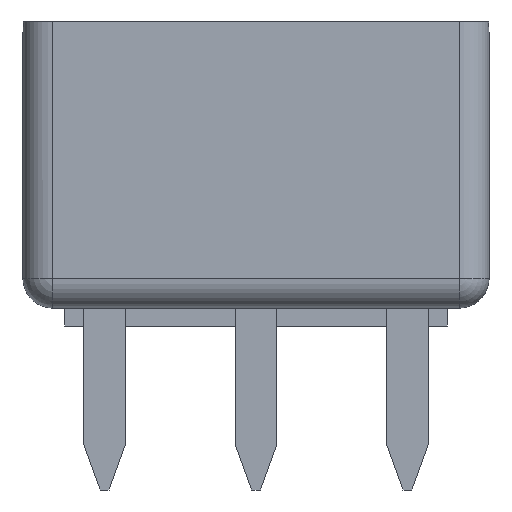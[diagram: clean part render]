
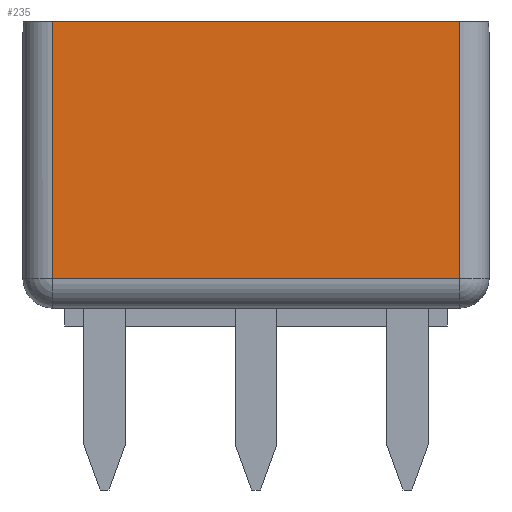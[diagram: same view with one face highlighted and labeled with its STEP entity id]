
A CAD part, front view. The second image highlights one B-rep face of the part: STEP entity #235.
In plain terms, the highlighted planar face has unit normal (0, -1, 0).
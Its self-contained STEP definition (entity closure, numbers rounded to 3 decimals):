
#235=ADVANCED_FACE('',(#3734),#3736,.T.);
#3734=FACE_BOUND('',#3735,.T.);
#3735=EDGE_LOOP('',(#6504,#6505,#6506,#6507));
#3736=PLANE('',#3737);
#3737=AXIS2_PLACEMENT_3D('',#3738,#3739,#3740);
#3738=CARTESIAN_POINT('',(6.45,-1.19,0.3));
#3739=DIRECTION('',(0.,-1.,0.));
#3740=DIRECTION('',(0.,0.,1.));
#6504=ORIENTED_EDGE('',*,*,#8229,.T.);
#6505=ORIENTED_EDGE('',*,*,#8230,.T.);
#6506=ORIENTED_EDGE('',*,*,#8231,.F.);
#6507=ORIENTED_EDGE('',*,*,#8232,.F.);
#8229=EDGE_CURVE('',#9186,#9187,#9188,.T.);
#8230=EDGE_CURVE('',#9187,#9189,#9190,.T.);
#8231=EDGE_CURVE('',#9191,#9189,#9192,.T.);
#8232=EDGE_CURVE('',#9186,#9191,#9193,.T.);
#9186=VERTEX_POINT('',#10766);
#9187=VERTEX_POINT('',#10767);
#9188=LINE('',#10768,#10769);
#9189=VERTEX_POINT('',#10771);
#9190=LINE('',#10772,#10773);
#9191=VERTEX_POINT('',#10775);
#9192=LINE('',#10776,#10777);
#9193=LINE('',#10779,#10780);
#10766=CARTESIAN_POINT('',(5.95,-1.19,0.8));
#10767=CARTESIAN_POINT('',(5.95,-1.19,5.1));
#10768=CARTESIAN_POINT('',(5.95,-1.19,0.8));
#10769=VECTOR('',#10770,1.);
#10770=DIRECTION('',(0.,0.,1.));
#10771=CARTESIAN_POINT('',(-0.87,-1.19,5.1));
#10772=CARTESIAN_POINT('',(5.95,-1.19,5.1));
#10773=VECTOR('',#10774,1.);
#10774=DIRECTION('',(-1.,0.,0.));
#10775=CARTESIAN_POINT('',(-0.87,-1.19,0.8));
#10776=CARTESIAN_POINT('',(-0.87,-1.19,0.8));
#10777=VECTOR('',#10778,1.);
#10778=DIRECTION('',(0.,0.,1.));
#10779=CARTESIAN_POINT('',(5.95,-1.19,0.8));
#10780=VECTOR('',#10781,1.);
#10781=DIRECTION('',(-1.,0.,0.));
